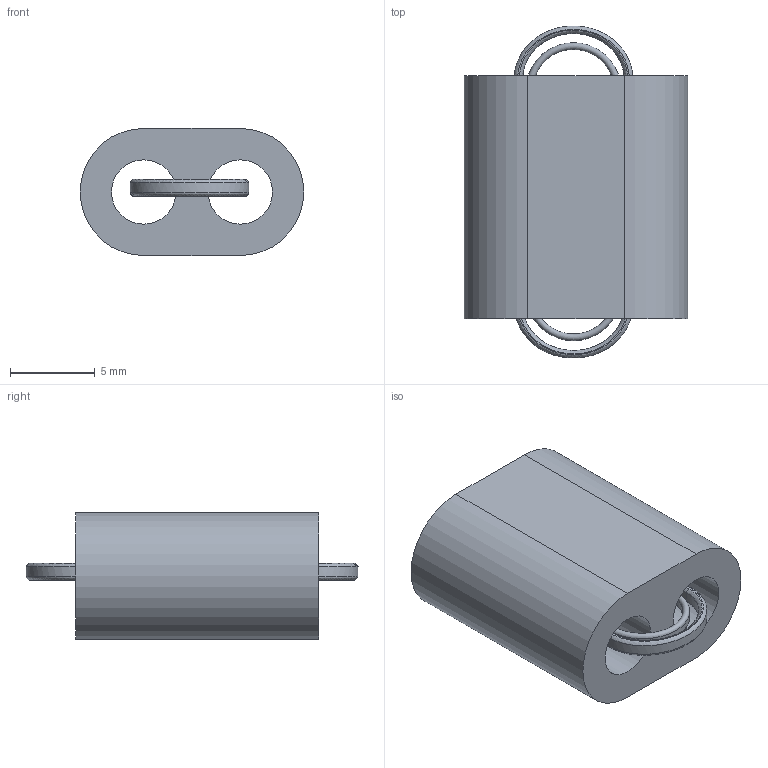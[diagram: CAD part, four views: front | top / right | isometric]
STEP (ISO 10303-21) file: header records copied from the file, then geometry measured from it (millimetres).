
FILE_DESCRIPTION(/* description */ (''),/* implementation_level */ '2;1');
FILE_NAME(/* name */ 'BN-43-202 v5.step',/* time_stamp */ '2022-01-02T19:19:24-05:00',/* author */ (''),/* organization */ (''),/* preprocessor_version */ 'ST-DEVELOPER v18.1',/* originating_system */ 'Autodesk Translation Framework v10.10.0.1391',/* authorisation */ '');
FILE_SCHEMA (('AUTOMOTIVE_DESIGN { 1 0 10303 214 3 1 1 }'));
Length unit declared in the file: millimetre
Products named in the file (1): BN-43-202
Bounding box: 13.2 x 19.6 x 7.5 mm (x, y, z)
Volume: 953.6 mm3; surface area: 1174 mm2
Topology: 3 solids, 3 shells, 50 faces, 106 edges, 60 vertices
Faces by surface type: bspline 20, plane 14, cylinder 12, torus 4
Full cylindrical faces by diameter (mm): 3.8 x2
Entity records: 2469 total; most frequent: CARTESIAN_POINT 1487, ORIENTED_EDGE 212, DIRECTION 144, EDGE_CURVE 106, VERTEX_POINT 60, EDGE_LOOP 56, AXIS2_PLACEMENT_3D 55, FACE_OUTER_BOUND 50
